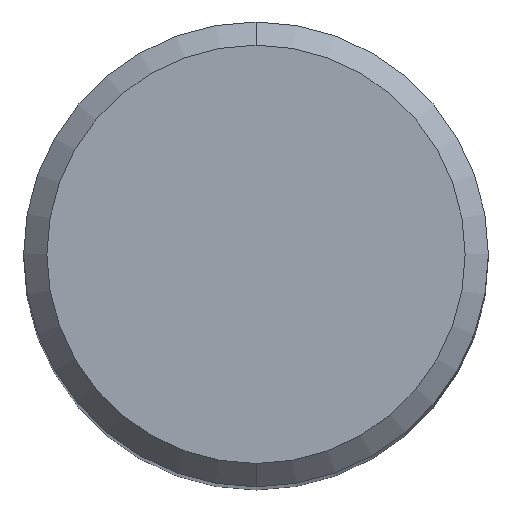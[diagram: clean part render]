
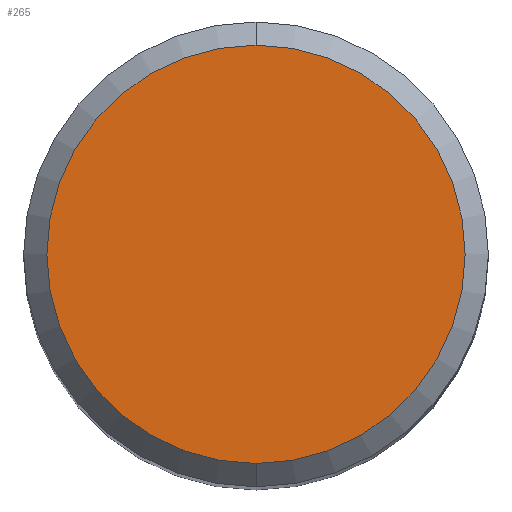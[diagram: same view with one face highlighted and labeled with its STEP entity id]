
A CAD part, top view. The second image highlights one B-rep face of the part: STEP entity #265.
In plain terms, the highlighted planar face has unit normal (0, 0, 1).
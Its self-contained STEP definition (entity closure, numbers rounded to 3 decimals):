
#249=VERTEX_POINT('',#567);
#265=ADVANCED_FACE('',(#584),#585,.T.);
#275=EDGE_CURVE('',#249,#325,#595,.T.);
#325=VERTEX_POINT('',#649);
#351=EDGE_CURVE('',#325,#249,#676,.T.);
#567=CARTESIAN_POINT('',(0.,-4.5,0.0));
#584=FACE_OUTER_BOUND('',#999,.T.);
#585=PLANE('',#1000);
#595=CIRCLE('',#1014,4.5);
#649=CARTESIAN_POINT('',(0.0,4.5,0.0));
#676=CIRCLE('',#1216,4.5);
#999=EDGE_LOOP('',(#1615,#1616));
#1000=AXIS2_PLACEMENT_3D('',#1617,#1618,#1619);
#1014=AXIS2_PLACEMENT_3D('',#1624,#1625,#1626);
#1216=AXIS2_PLACEMENT_3D('',#1699,#1700,#1701);
#1615=ORIENTED_EDGE('',*,*,#351,.F.);
#1616=ORIENTED_EDGE('',*,*,#275,.F.);
#1617=CARTESIAN_POINT('',(0.0,2.25,0.0));
#1618=DIRECTION('',(-0.0,0.0,1.0));
#1619=DIRECTION('',(0.0,-1.0,0.0));
#1624=CARTESIAN_POINT('',(0.0,0.0,0.0));
#1625=DIRECTION('',(0.0,0.0,-1.0));
#1626=DIRECTION('',(0.0,1.0,0.0));
#1699=CARTESIAN_POINT('',(0.0,0.0,0.0));
#1700=DIRECTION('',(0.0,0.0,-1.0));
#1701=DIRECTION('',(0.0,1.0,0.0));
